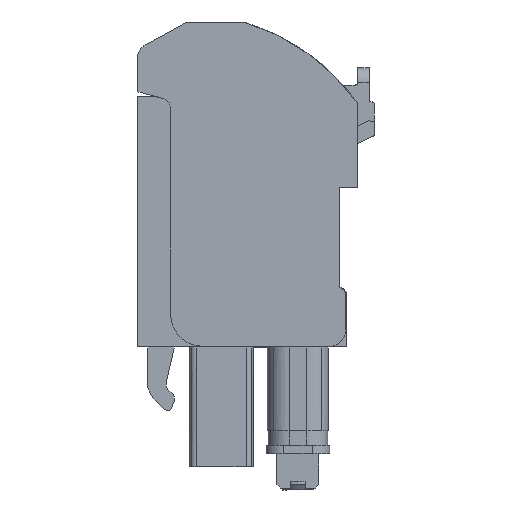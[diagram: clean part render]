
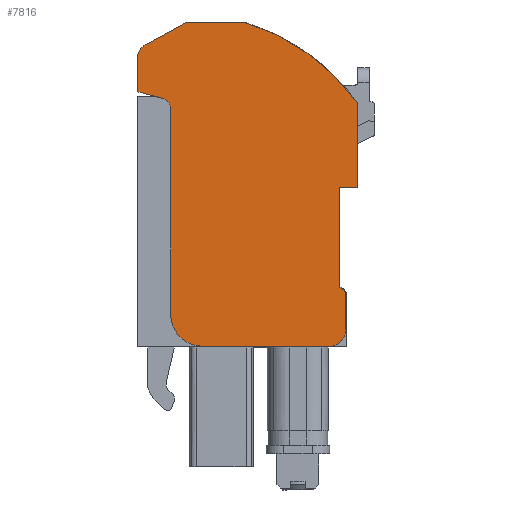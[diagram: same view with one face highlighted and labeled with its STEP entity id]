
A CAD part, left-side view. The second image highlights one B-rep face of the part: STEP entity #7816.
In plain terms, the highlighted planar face has unit normal (-1, 0, 0).
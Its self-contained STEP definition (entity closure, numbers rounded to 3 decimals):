
#6237=AXIS2_PLACEMENT_3D('Circle Axis2P3D',#6235,#6236,$) ;
#6277=AXIS2_PLACEMENT_3D('Circle Axis2P3D',#6275,#6276,$) ;
#6317=AXIS2_PLACEMENT_3D('Circle Axis2P3D',#6315,#6316,$) ;
#6390=AXIS2_PLACEMENT_3D('Circle Axis2P3D',#6388,#6389,$) ;
#6418=AXIS2_PLACEMENT_3D('Circle Axis2P3D',#6416,#6417,$) ;
#7753=AXIS2_PLACEMENT_3D('Plane Axis2P3D',#7750,#7751,#7752) ;
#7766=AXIS2_PLACEMENT_3D('Circle Axis2P3D',#7764,#7765,$) ;
#7778=AXIS2_PLACEMENT_3D('Circle Axis2P3D',#7776,#7777,$) ;
#7785=AXIS2_PLACEMENT_3D('Circle Axis2P3D',#7783,#7784,$) ;
#4052=CARTESIAN_POINT('Vertex',(0.001,1.197,20.942)) ;
#4055=CARTESIAN_POINT('Line Origine',(0.,1.824,20.942)) ;
#4059=CARTESIAN_POINT('Vertex',(0.,2.45,20.942)) ;
#6195=CARTESIAN_POINT('Line Origine',(0.,2.45,17.471)) ;
#6199=CARTESIAN_POINT('Vertex',(0.,2.45,13.999)) ;
#6215=CARTESIAN_POINT('Line Origine',(0.,2.384,13.98)) ;
#6219=CARTESIAN_POINT('Vertex',(0.,2.317,13.961)) ;
#6235=CARTESIAN_POINT('Axis2P3D Location',(0.,2.441,13.528)) ;
#6239=CARTESIAN_POINT('Vertex',(0.,1.991,13.528)) ;
#6255=CARTESIAN_POINT('Line Origine',(0.,1.991,12.314)) ;
#6259=CARTESIAN_POINT('Vertex',(0.,1.991,11.1)) ;
#6275=CARTESIAN_POINT('Axis2P3D Location',(0.,3.141,11.1)) ;
#6279=CARTESIAN_POINT('Vertex',(0.,3.141,9.95)) ;
#6295=CARTESIAN_POINT('Line Origine',(0.,7.523,9.95)) ;
#6299=CARTESIAN_POINT('Vertex',(0.,11.905,9.95)) ;
#6315=CARTESIAN_POINT('Axis2P3D Location',(0.,11.905,12.15)) ;
#6319=CARTESIAN_POINT('Vertex',(0.,14.105,12.1)) ;
#6335=CARTESIAN_POINT('Line Origine',(0.,14.105,19.255)) ;
#6339=CARTESIAN_POINT('Vertex',(0.,14.105,26.409)) ;
#6366=CARTESIAN_POINT('Control Point',(0.,14.598,27.078)) ;
#6367=CARTESIAN_POINT('Control Point',(0.,14.428,27.025)) ;
#6368=CARTESIAN_POINT('Control Point',(0.,14.274,26.918)) ;
#6369=CARTESIAN_POINT('Control Point',(0.,14.162,26.766)) ;
#6370=CARTESIAN_POINT('Control Point',(0.,14.105,26.587)) ;
#6371=CARTESIAN_POINT('Control Point',(0.,14.105,26.409)) ;
#6372=CARTESIAN_POINT('Vertex',(0.,14.598,27.078)) ;
#6388=CARTESIAN_POINT('Axis2P3D Location',(0.,22.274,2.33)) ;
#6392=CARTESIAN_POINT('Vertex',(0.,16.405,27.568)) ;
#6394=CARTESIAN_POINT('Vertex',(0.,16.138,27.504)) ;
#6416=CARTESIAN_POINT('Axis2P3D Location',(0.,22.274,2.33)) ;
#7726=CARTESIAN_POINT('Vertex',(0.001,1.197,26.822)) ;
#7729=CARTESIAN_POINT('Line Origine',(0.001,1.197,23.882)) ;
#7750=CARTESIAN_POINT('Axis2P3D Location',(0.,14.099,12.568)) ;
#7755=CARTESIAN_POINT('Line Origine',(0.,14.44,31.594)) ;
#7759=CARTESIAN_POINT('Vertex',(0.,15.882,30.811)) ;
#7761=CARTESIAN_POINT('Vertex',(0.,12.997,32.378)) ;
#7764=CARTESIAN_POINT('Axis2P3D Location',(0.,15.405,29.932)) ;
#7768=CARTESIAN_POINT('Vertex',(0.,16.405,29.932)) ;
#7771=CARTESIAN_POINT('Line Origine',(0.,16.405,28.75)) ;
#7776=CARTESIAN_POINT('Axis2P3D Location',(0.,13.352,18.032)) ;
#7780=CARTESIAN_POINT('Vertex',(0.,8.905,32.358)) ;
#7783=CARTESIAN_POINT('Axis2P3D Location',(0.,13.352,18.032)) ;
#7787=CARTESIAN_POINT('Vertex',(0.,8.971,32.378)) ;
#7790=CARTESIAN_POINT('Line Origine',(0.,10.984,32.378)) ;
#4056=DIRECTION('Vector Direction',(0.,1.,0.)) ;
#6196=DIRECTION('Vector Direction',(0.,0.,1.)) ;
#6216=DIRECTION('Vector Direction',(0.,0.961,0.276)) ;
#6236=DIRECTION('Axis2P3D Direction',(1.,0.,0.)) ;
#6256=DIRECTION('Vector Direction',(0.,0.,1.)) ;
#6276=DIRECTION('Axis2P3D Direction',(1.,0.,0.)) ;
#6296=DIRECTION('Vector Direction',(0.,-1.,0.)) ;
#6316=DIRECTION('Axis2P3D Direction',(1.,0.,0.)) ;
#6336=DIRECTION('Vector Direction',(0.,0.,-1.)) ;
#6389=DIRECTION('Axis2P3D Direction',(-1.,0.,0.)) ;
#6417=DIRECTION('Axis2P3D Direction',(-1.,0.,0.)) ;
#7730=DIRECTION('Vector Direction',(0.,0.,-1.)) ;
#7751=DIRECTION('Axis2P3D Direction',(1.,0.,0.)) ;
#7752=DIRECTION('Axis2P3D XDirection',(0.,-0.018,1.)) ;
#7756=DIRECTION('Vector Direction',(0.,-0.879,0.477)) ;
#7765=DIRECTION('Axis2P3D Direction',(1.,0.,0.)) ;
#7772=DIRECTION('Vector Direction',(0.,0.,1.)) ;
#7777=DIRECTION('Axis2P3D Direction',(1.,0.,0.)) ;
#7784=DIRECTION('Axis2P3D Direction',(1.,0.,0.)) ;
#7791=DIRECTION('Vector Direction',(0.,1.,0.)) ;
#4057=VECTOR('Line Direction',#4056,1.) ;
#6197=VECTOR('Line Direction',#6196,1.) ;
#6217=VECTOR('Line Direction',#6216,1.) ;
#6257=VECTOR('Line Direction',#6256,1.) ;
#6297=VECTOR('Line Direction',#6296,1.) ;
#6337=VECTOR('Line Direction',#6336,1.) ;
#7731=VECTOR('Line Direction',#7730,1.) ;
#7757=VECTOR('Line Direction',#7756,1.) ;
#7773=VECTOR('Line Direction',#7772,1.) ;
#7792=VECTOR('Line Direction',#7791,1.) ;
#7796=ORIENTED_EDGE('',*,*,#7763,.F.) ;
#7797=ORIENTED_EDGE('',*,*,#7770,.F.) ;
#7798=ORIENTED_EDGE('',*,*,#7775,.T.) ;
#7799=ORIENTED_EDGE('',*,*,#6396,.T.) ;
#7800=ORIENTED_EDGE('',*,*,#6420,.T.) ;
#7801=ORIENTED_EDGE('',*,*,#6374,.T.) ;
#7802=ORIENTED_EDGE('',*,*,#6341,.T.) ;
#7803=ORIENTED_EDGE('',*,*,#6321,.F.) ;
#7804=ORIENTED_EDGE('',*,*,#6301,.T.) ;
#7805=ORIENTED_EDGE('',*,*,#6281,.F.) ;
#7806=ORIENTED_EDGE('',*,*,#6261,.T.) ;
#7807=ORIENTED_EDGE('',*,*,#6241,.F.) ;
#7808=ORIENTED_EDGE('',*,*,#6221,.T.) ;
#7809=ORIENTED_EDGE('',*,*,#6201,.T.) ;
#7810=ORIENTED_EDGE('',*,*,#4061,.T.) ;
#7811=ORIENTED_EDGE('',*,*,#7733,.T.) ;
#7812=ORIENTED_EDGE('',*,*,#7782,.T.) ;
#7813=ORIENTED_EDGE('',*,*,#7789,.T.) ;
#7814=ORIENTED_EDGE('',*,*,#7794,.T.) ;
#7816=ADVANCED_FACE('GEHAEUSE',(#7815),#7754,.F.) ;
#6365=B_SPLINE_CURVE_WITH_KNOTS('',5,(#6366,#6367,#6368,#6369,#6370,#6371),.UNSPECIFIED.,.F.,.U.,(6,6),(0.,0.92),.UNSPECIFIED.) ;
#6238=CIRCLE('generated circle',#6237,0.45) ;
#6278=CIRCLE('generated circle',#6277,1.15) ;
#6318=CIRCLE('generated circle',#6317,2.2) ;
#6391=CIRCLE('generated circle',#6390,25.911) ;
#6419=CIRCLE('generated circle',#6418,25.911) ;
#7767=CIRCLE('generated circle',#7766,1.) ;
#7779=CIRCLE('generated circle',#7778,15.) ;
#7786=CIRCLE('generated circle',#7785,15.) ;
#4061=EDGE_CURVE('',#4060,#4053,#4058,.F.) ;
#6201=EDGE_CURVE('',#6200,#4060,#6198,.T.) ;
#6221=EDGE_CURVE('',#6220,#6200,#6218,.T.) ;
#6241=EDGE_CURVE('',#6220,#6240,#6238,.T.) ;
#6261=EDGE_CURVE('',#6260,#6240,#6258,.T.) ;
#6281=EDGE_CURVE('',#6260,#6280,#6278,.T.) ;
#6301=EDGE_CURVE('',#6300,#6280,#6298,.T.) ;
#6321=EDGE_CURVE('',#6300,#6320,#6318,.T.) ;
#6341=EDGE_CURVE('',#6340,#6320,#6338,.T.) ;
#6374=EDGE_CURVE('',#6373,#6340,#6365,.T.) ;
#6396=EDGE_CURVE('',#6393,#6395,#6391,.F.) ;
#6420=EDGE_CURVE('',#6395,#6373,#6419,.F.) ;
#7733=EDGE_CURVE('',#4053,#7727,#7732,.F.) ;
#7763=EDGE_CURVE('',#7760,#7762,#7758,.T.) ;
#7770=EDGE_CURVE('',#7769,#7760,#7767,.T.) ;
#7775=EDGE_CURVE('',#7769,#6393,#7774,.F.) ;
#7782=EDGE_CURVE('',#7727,#7781,#7779,.F.) ;
#7789=EDGE_CURVE('',#7781,#7788,#7786,.F.) ;
#7794=EDGE_CURVE('',#7788,#7762,#7793,.T.) ;
#7795=EDGE_LOOP('',(#7796,#7797,#7798,#7799,#7800,#7801,#7802,#7803,#7804,#7805,#7806,#7807,#7808,#7809,#7810,#7811,#7812,#7813,#7814)) ;
#7815=FACE_OUTER_BOUND('',#7795,.T.) ;
#4058=LINE('Line',#4055,#4057) ;
#6198=LINE('Line',#6195,#6197) ;
#6218=LINE('Line',#6215,#6217) ;
#6258=LINE('Line',#6255,#6257) ;
#6298=LINE('Line',#6295,#6297) ;
#6338=LINE('Line',#6335,#6337) ;
#7732=LINE('Line',#7729,#7731) ;
#7758=LINE('Line',#7755,#7757) ;
#7774=LINE('Line',#7771,#7773) ;
#7793=LINE('Line',#7790,#7792) ;
#7754=PLANE('',#7753) ;
#4053=VERTEX_POINT('',#4052) ;
#4060=VERTEX_POINT('',#4059) ;
#6200=VERTEX_POINT('',#6199) ;
#6220=VERTEX_POINT('',#6219) ;
#6240=VERTEX_POINT('',#6239) ;
#6260=VERTEX_POINT('',#6259) ;
#6280=VERTEX_POINT('',#6279) ;
#6300=VERTEX_POINT('',#6299) ;
#6320=VERTEX_POINT('',#6319) ;
#6340=VERTEX_POINT('',#6339) ;
#6373=VERTEX_POINT('',#6372) ;
#6393=VERTEX_POINT('',#6392) ;
#6395=VERTEX_POINT('',#6394) ;
#7727=VERTEX_POINT('',#7726) ;
#7760=VERTEX_POINT('',#7759) ;
#7762=VERTEX_POINT('',#7761) ;
#7769=VERTEX_POINT('',#7768) ;
#7781=VERTEX_POINT('',#7780) ;
#7788=VERTEX_POINT('',#7787) ;
